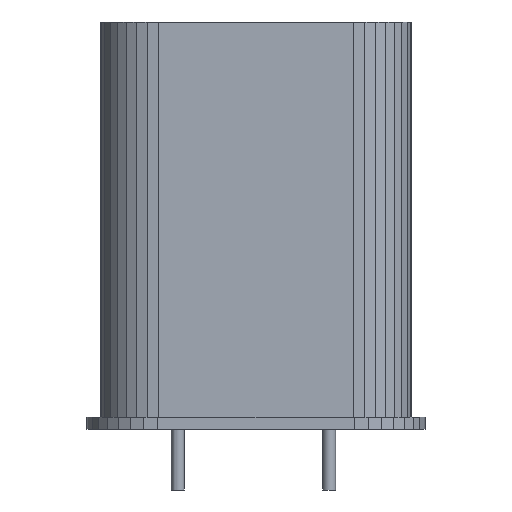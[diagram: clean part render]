
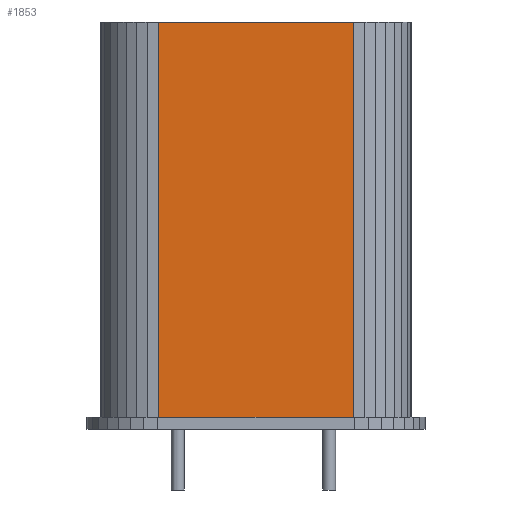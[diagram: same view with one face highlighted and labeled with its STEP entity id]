
A CAD part, front view. The second image highlights one B-rep face of the part: STEP entity #1853.
In plain terms, the highlighted planar face has unit normal (0.001, -1, 0).
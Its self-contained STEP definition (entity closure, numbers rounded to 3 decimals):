
#20 = FACE_OUTER_BOUND ( 'NONE', #676, .T. ) ;
#50 = CARTESIAN_POINT ( 'NONE',  ( 3.225, -1.913, 0. ) ) ;
#92 = CARTESIAN_POINT ( 'NONE',  ( -3.225, -1.922, 13.46 ) ) ;
#118 = EDGE_CURVE ( 'NONE', #1216, #1883, #395, .T. ) ;
#211 = DIRECTION ( 'NONE',  ( -1., -0.001, 0. ) ) ;
#252 = CARTESIAN_POINT ( 'NONE',  ( -3.225, -1.922, 0. ) ) ;
#306 = EDGE_CURVE ( 'NONE', #1883, #1963, #849, .T. ) ;
#329 = VECTOR ( 'NONE', #211, 1000. ) ;
#332 = VECTOR ( 'NONE', #1602, 1000. ) ;
#395 = LINE ( 'NONE', #708, #1452 ) ;
#494 = DIRECTION ( 'NONE',  ( 1., 0.001, 0. ) ) ;
#623 = CARTESIAN_POINT ( 'NONE',  ( -3.225, -1.922, 0. ) ) ;
#676 = EDGE_LOOP ( 'NONE', ( #2610, #1141, #2652, #996 ) ) ;
#708 = CARTESIAN_POINT ( 'NONE',  ( 3.225, -1.913, 0. ) ) ;
#712 = LINE ( 'NONE', #623, #1231 ) ;
#773 = VERTEX_POINT ( 'NONE', #252 ) ;
#848 = EDGE_CURVE ( 'NONE', #1963, #773, #712, .T. ) ;
#849 = LINE ( 'NONE', #1776, #329 ) ;
#881 = CARTESIAN_POINT ( 'NONE',  ( 3.225, -1.913, 0. ) ) ;
#996 = ORIENTED_EDGE ( 'NONE', *, *, #306, .T. ) ;
#998 = LINE ( 'NONE', #1830, #332 ) ;
#1141 = ORIENTED_EDGE ( 'NONE', *, *, #2800, .T. ) ;
#1216 = VERTEX_POINT ( 'NONE', #881 ) ;
#1231 = VECTOR ( 'NONE', #1546, 1000. ) ;
#1381 = DIRECTION ( 'NONE',  ( 0., 0., 1. ) ) ;
#1452 = VECTOR ( 'NONE', #1381, 1000. ) ;
#1546 = DIRECTION ( 'NONE',  ( 0., 0., -1. ) ) ;
#1602 = DIRECTION ( 'NONE',  ( 1., 0.001, 0. ) ) ;
#1618 = PLANE ( 'NONE',  #2111 ) ;
#1651 = CARTESIAN_POINT ( 'NONE',  ( 3.225, -1.913, 13.46 ) ) ;
#1776 = CARTESIAN_POINT ( 'NONE',  ( 3.225, -1.913, 13.46 ) ) ;
#1830 = CARTESIAN_POINT ( 'NONE',  ( 3.225, -1.913, 0. ) ) ;
#1853 = ADVANCED_FACE ( 'NONE', ( #20 ), #1618, .T. ) ;
#1859 = DIRECTION ( 'NONE',  ( 0.001, -1., 0. ) ) ;
#1883 = VERTEX_POINT ( 'NONE', #1651 ) ;
#1963 = VERTEX_POINT ( 'NONE', #92 ) ;
#2111 = AXIS2_PLACEMENT_3D ( 'NONE', #50, #1859, #494 ) ;
#2610 = ORIENTED_EDGE ( 'NONE', *, *, #848, .T. ) ;
#2652 = ORIENTED_EDGE ( 'NONE', *, *, #118, .T. ) ;
#2800 = EDGE_CURVE ( 'NONE', #773, #1216, #998, .T. ) ;
